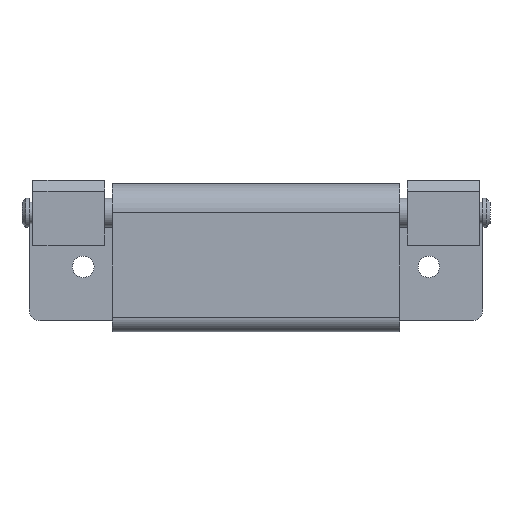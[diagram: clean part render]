
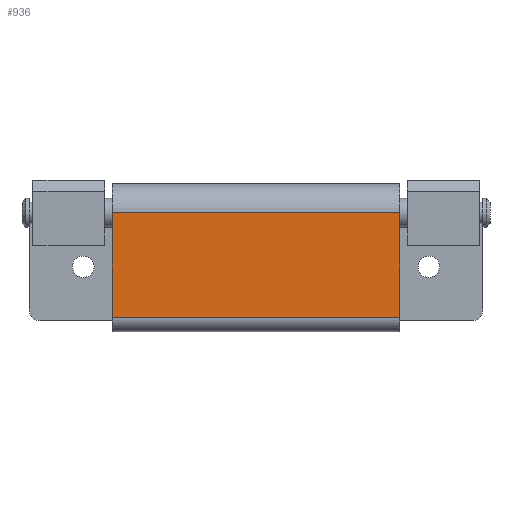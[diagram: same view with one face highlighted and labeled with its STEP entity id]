
A CAD part, left-side view. The second image highlights one B-rep face of the part: STEP entity #936.
In plain terms, the highlighted planar face has unit normal (-1, 0, 0).
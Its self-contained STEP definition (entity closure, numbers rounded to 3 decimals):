
#931 = EDGE_CURVE ( 'NONE', #932, #1040, #3914, .T. ) ;
#932 = VERTEX_POINT ( 'NONE', #3854 ) ;
#936 = ADVANCED_FACE ( 'NONE', ( #3976 ), #3902, .T. ) ;
#937 = EDGE_LOOP ( 'NONE', ( #938, #1046, #1057, #984 ) ) ;
#938 = ORIENTED_EDGE ( 'NONE', *, *, #1024, .F. ) ;
#984 = ORIENTED_EDGE ( 'NONE', *, *, #931, .T. ) ;
#985 = EDGE_CURVE ( 'NONE', #1048, #932, #3988, .T. ) ;
#1024 = EDGE_CURVE ( 'NONE', #1026, #1040, #4046, .T. ) ;
#1026 = VERTEX_POINT ( 'NONE', #4036 ) ;
#1040 = VERTEX_POINT ( 'NONE', #2947 ) ;
#1046 = ORIENTED_EDGE ( 'NONE', *, *, #1047, .F. ) ;
#1047 = EDGE_CURVE ( 'NONE', #1048, #1026, #2941, .T. ) ;
#1048 = VERTEX_POINT ( 'NONE', #2889 ) ;
#1057 = ORIENTED_EDGE ( 'NONE', *, *, #985, .T. ) ;
#2889 = CARTESIAN_POINT ( 'NONE',  ( -8.05, 80., 0. ) ) ;
#2890 = DIRECTION ( 'NONE',  ( 0., -1., 0. ) ) ;
#2939 = VECTOR ( 'NONE', #2890, 1000. ) ;
#2940 = CARTESIAN_POINT ( 'NONE',  ( -8.05, 80., 0. ) ) ;
#2941 = LINE ( 'NONE', #2940, #2939 ) ;
#2947 = CARTESIAN_POINT ( 'NONE',  ( -8.05, 0., -29. ) ) ;
#3854 = CARTESIAN_POINT ( 'NONE',  ( -8.05, 80., -29. ) ) ;
#3855 = DIRECTION ( 'NONE',  ( 0., -1., 0. ) ) ;
#3863 = VECTOR ( 'NONE', #3855, 1000. ) ;
#3864 = CARTESIAN_POINT ( 'NONE',  ( -8.05, 80., -29. ) ) ;
#3902 = PLANE ( 'NONE',  #3910 ) ;
#3907 = DIRECTION ( 'NONE',  ( 0., 0., 1. ) ) ;
#3908 = DIRECTION ( 'NONE',  ( -1., 0., 0. ) ) ;
#3909 = CARTESIAN_POINT ( 'NONE',  ( -8.05, 80., -14.139 ) ) ;
#3910 = AXIS2_PLACEMENT_3D ( 'NONE', #3909, #3908, #3907 ) ;
#3914 = LINE ( 'NONE', #3864, #3863 ) ;
#3976 = FACE_OUTER_BOUND ( 'NONE', #937, .T. ) ;
#3988 = LINE ( 'NONE', #3995, #3990 ) ;
#3989 = DIRECTION ( 'NONE',  ( 0., 0., -1. ) ) ;
#3990 = VECTOR ( 'NONE', #3989, 1000. ) ;
#3995 = CARTESIAN_POINT ( 'NONE',  ( -8.05, 80., -14.139 ) ) ;
#4036 = CARTESIAN_POINT ( 'NONE',  ( -8.05, 0., 0. ) ) ;
#4043 = DIRECTION ( 'NONE',  ( 0., 0., -1. ) ) ;
#4044 = VECTOR ( 'NONE', #4043, 1000. ) ;
#4045 = CARTESIAN_POINT ( 'NONE',  ( -8.05, 0., -14.139 ) ) ;
#4046 = LINE ( 'NONE', #4045, #4044 ) ;
